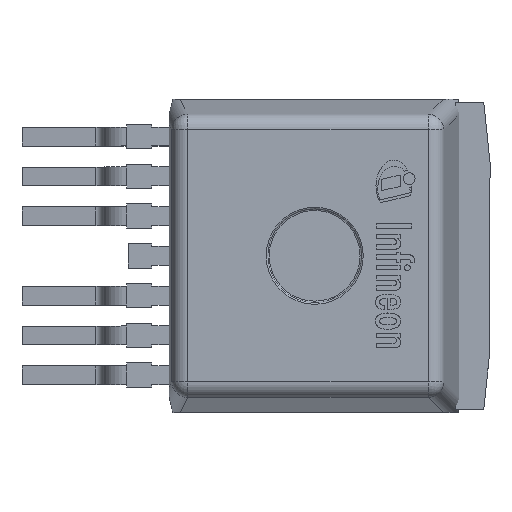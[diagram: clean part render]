
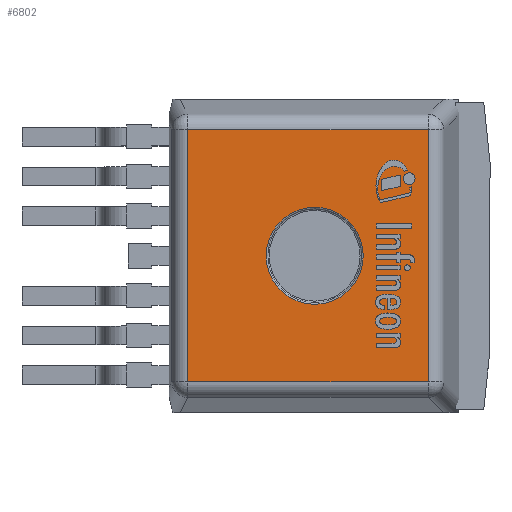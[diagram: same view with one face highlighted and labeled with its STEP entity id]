
A CAD part, top view. The second image highlights one B-rep face of the part: STEP entity #6802.
In plain terms, the highlighted planar face has unit normal (0, 0, 1).
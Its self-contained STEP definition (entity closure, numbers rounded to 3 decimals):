
#61=FACE_BOUND('',#725,.T.);
#78=PLANE('',#7240);
#332=FACE_OUTER_BOUND('',#724,.T.);
#724=EDGE_LOOP('',(#4668,#4669,#4670,#4671));
#725=EDGE_LOOP('',(#4672));
#1118=CIRCLE('',#7241,1.55);
#1418=LINE('',#10083,#2141);
#1422=LINE('',#10108,#2145);
#1427=LINE('',#10118,#2150);
#1429=LINE('',#10122,#2152);
#2141=VECTOR('',#7961,1.);
#2145=VECTOR('',#7993,1.);
#2150=VECTOR('',#8006,1.);
#2152=VECTOR('',#8012,1.);
#2862=VERTEX_POINT('',#10030);
#2873=VERTEX_POINT('',#10060);
#2880=VERTEX_POINT('',#10082);
#2887=VERTEX_POINT('',#10104);
#2889=VERTEX_POINT('',#10126);
#3573=EDGE_CURVE('',#2873,#2880,#1418,.T.);
#3586=EDGE_CURVE('',#2880,#2887,#1422,.T.);
#3592=EDGE_CURVE('',#2887,#2862,#1427,.T.);
#3594=EDGE_CURVE('',#2862,#2873,#1429,.T.);
#3596=EDGE_CURVE('',#2889,#2889,#1118,.T.);
#4668=ORIENTED_EDGE('',*,*,#3594,.F.);
#4669=ORIENTED_EDGE('',*,*,#3592,.F.);
#4670=ORIENTED_EDGE('',*,*,#3586,.F.);
#4671=ORIENTED_EDGE('',*,*,#3573,.F.);
#4672=ORIENTED_EDGE('',*,*,#3596,.F.);
#6802=ADVANCED_FACE('',(#332,#61),#78,.T.);
#7240=AXIS2_PLACEMENT_3D('',#10125,#8016,#8017);
#7241=AXIS2_PLACEMENT_3D('',#10127,#8018,#8019);
#7961=DIRECTION('',(-1.,0.,0.));
#7993=DIRECTION('',(0.,1.,0.));
#8006=DIRECTION('',(1.,0.,0.));
#8012=DIRECTION('',(0.,-1.,0.));
#8016=DIRECTION('center_axis',(0.,0.,1.));
#8017=DIRECTION('ref_axis',(0.,-1.,0.));
#8018=DIRECTION('center_axis',(0.,0.,1.));
#8019=DIRECTION('ref_axis',(0.,1.,0.));
#10030=CARTESIAN_POINT('',(5.504,4.029,4.5));
#10060=CARTESIAN_POINT('',(5.504,-4.029,4.5));
#10082=CARTESIAN_POINT('',(-2.186,-4.029,4.5));
#10083=CARTESIAN_POINT('',(-9.801,-4.029,4.5));
#10104=CARTESIAN_POINT('',(-2.186,4.029,4.5));
#10108=CARTESIAN_POINT('',(-2.186,-5.347,4.5));
#10118=CARTESIAN_POINT('',(13.291,4.029,4.5));
#10122=CARTESIAN_POINT('',(5.504,-6.048,4.5));
#10125=CARTESIAN_POINT('Origin',(1.85,0.,
4.5));
#10126=CARTESIAN_POINT('',(1.875,-1.55,4.5));
#10127=CARTESIAN_POINT('Origin',(1.875,0.,4.5));
